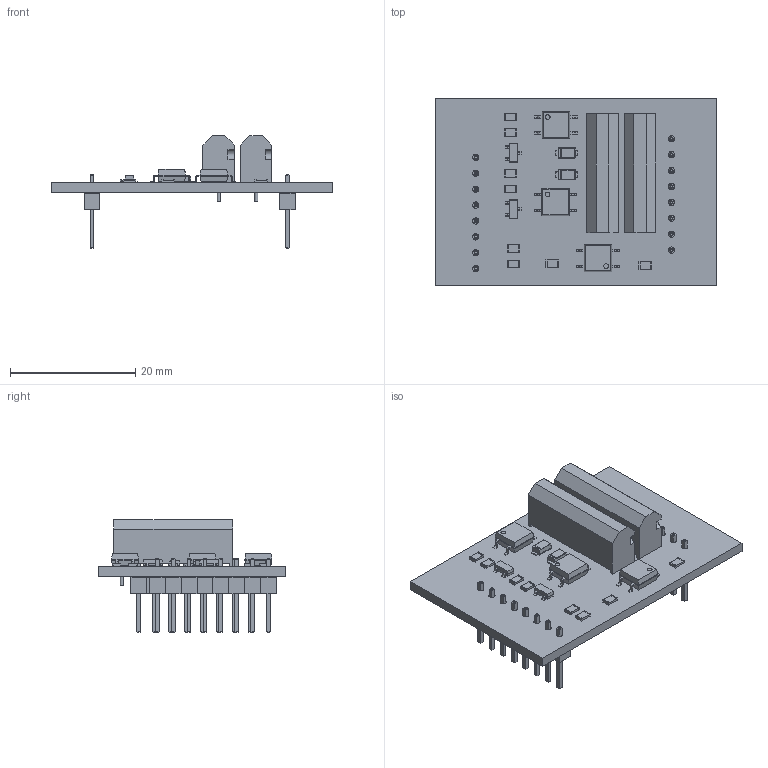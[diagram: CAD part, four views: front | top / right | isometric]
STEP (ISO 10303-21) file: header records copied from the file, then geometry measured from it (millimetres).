
FILE_DESCRIPTION(('KiCad electronic assembly'),'2;1');
FILE_NAME('uae.step','2019-04-02T00:20:57',('An Author'),('A Company'), 'Open CASCADE STEP processor 6.9','KiCad to STEP converter','Unknown' );
FILE_SCHEMA(('AUTOMOTIVE_DESIGN { 1 0 10303 214 1 1 1 1 }'));
Length unit declared in the file: millimetre
Products named in the file (14): Open CASCADE STEP translator 6.9 1; 4-SOP; COMPOUND; SIP7; SOLID; Res_0805; SOD-123FL; SOT-23; single_pls1
Assembly tree (40 placements, depth 3):
  Open CASCADE STEP translator 6.9 1
    4-SOP  x3
      COMPOUND
    SIP7  x2
      SOLID
    Res_0805  x8
      SOLID
    SOD-123FL  x2
      SOLID
    SOT-23  x2
      SOLID
    single_pls1  x16
      SOLID
    COMPOUND
Bounding box: 45 x 30 x 18 mm (x, y, z)
Volume: 3838.8 mm3; surface area: 5429.9 mm2
Topology: 49 solids, 49 shells, 1091 faces, 2488 edges, 1548 vertices
Faces by surface type: plane 857, cylinder 218, torus 8, sphere 8
Full cylindrical faces by diameter (mm): 0.4 x16, 0.5 x8, 1 x24
Entity records: 20035 total; most frequent: CARTESIAN_POINT 3944, DIRECTION 2770, LINE 1725, VECTOR 1725, ORIENTED_EDGE 1396, PCURVE 1396, DEFINITIONAL_REPRESENTATION 1396, EDGE_CURVE 698
